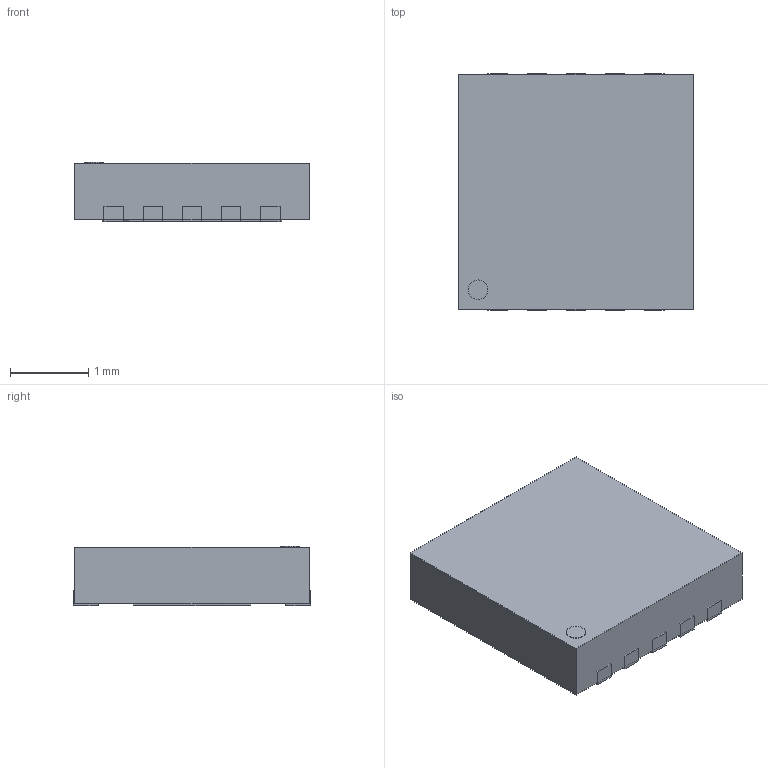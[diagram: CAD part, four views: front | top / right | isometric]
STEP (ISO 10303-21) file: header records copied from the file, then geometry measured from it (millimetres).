
FILE_DESCRIPTION(/* description */ (''),/* implementation_level */ '2;1');
FILE_NAME(/* name */ 'TDFN50P-3MMX3MM-10 v0.step',/* time_stamp */ '2017-08-15T11:14:45-04:00',/* author */ (''),/* organization */ (''),/* preprocessor_version */ 'ST-DEVELOPER v16.13',/* originating_system */ 'Autodesk Translation Framework v6.1.1.50',/* authorisation */ '');
FILE_SCHEMA (('AUTOMOTIVE_DESIGN { 1 0 10303 214 3 1 1 }'));
Length unit declared in the file: millimetre
Products named in the file (2): TDFN50P-3MMX3MM-10 v1; Component1
Assembly tree (1 placements, depth 2):
  TDFN50P-3MMX3MM-10 v1
    Component1
Bounding box: 3 x 3.02 x 0.76 mm (x, y, z)
Volume: 6.8 mm3; surface area: 37.6 mm2
Topology: 13 solids, 13 shells, 76 faces, 150 edges, 100 vertices
Faces by surface type: plane 75, cylinder 1
Full cylindrical faces by diameter (mm): 0.25 x1
Entity records: 1962 total; most frequent: CARTESIAN_POINT 328, DIRECTION 309, ORIENTED_EDGE 298, EDGE_CURVE 149, LINE 147, VECTOR 147, VERTEX_POINT 100, AXIS2_PLACEMENT_3D 81
